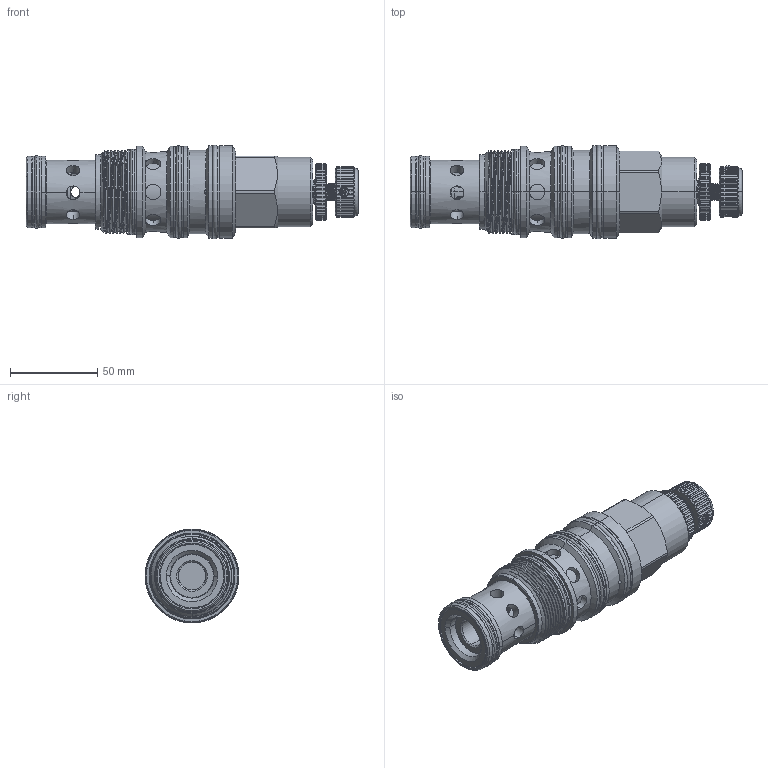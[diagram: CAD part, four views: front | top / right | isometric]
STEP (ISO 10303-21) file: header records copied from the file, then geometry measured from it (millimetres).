
FILE_DESCRIPTION (( 'STEP AP203' ), '1' );
FILE_NAME ('PW24A40(43)(45)-K.STEP', '2020-03-23T06:34:15', ( '' ), ( '' ), 'SwSTEP 2.0', 'SolidWorks 2018', '' );
FILE_SCHEMA (( 'CONFIG_CONTROL_DESIGN' ));
Products named in the file (1): PW24A40(43)(45)-K
Bounding box: 190.38 x 53.84 x 53.84 mm (x, y, z)
Volume: 252536.1 mm3; surface area: 57716.1 mm2
Topology: 14 solids, 25 shells, 1087 faces, 2910 edges, 1848 vertices
Faces by surface type: cylinder 587, plane 250, cone 98, torus 88, bspline 60, sphere 4
Entity records: 70106 total; most frequent: CARTESIAN_POINT 44653, ORIENTED_EDGE 5756, DIRECTION 4796, EDGE_CURVE 2878, AXIS2_PLACEMENT_3D 1912, VERTEX_POINT 1842, EDGE_LOOP 1176, ADVANCED_FACE 1087
